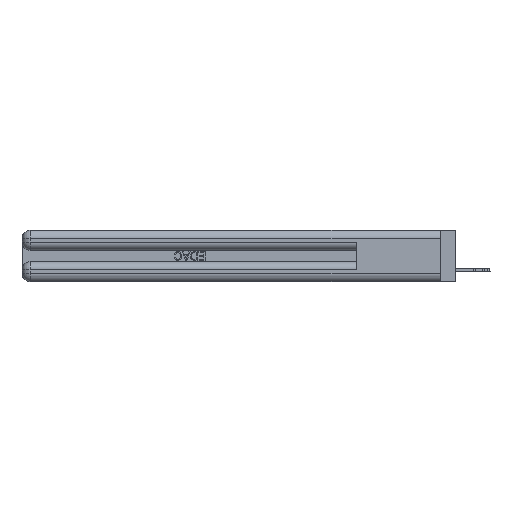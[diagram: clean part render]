
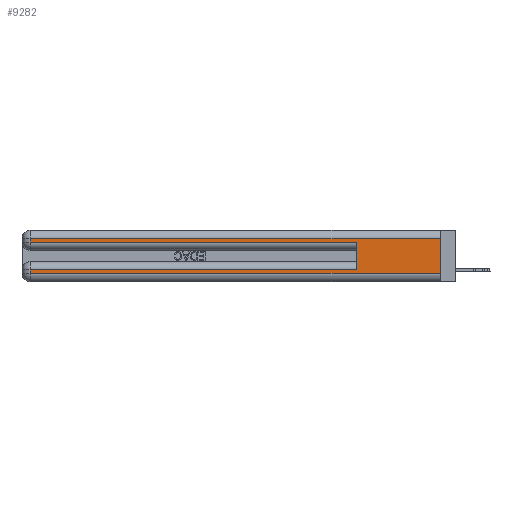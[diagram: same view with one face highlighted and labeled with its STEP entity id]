
A CAD part, left-side view. The second image highlights one B-rep face of the part: STEP entity #9282.
In plain terms, the highlighted planar face has unit normal (-1, 0, 0).
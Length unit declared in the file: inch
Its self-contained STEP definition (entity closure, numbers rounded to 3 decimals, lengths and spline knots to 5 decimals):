
#214 = CARTESIAN_POINT ( 'NONE',  ( 0., 0., 0.06 ) ) ;
#382 = AXIS2_PLACEMENT_3D ( 'NONE', #36772, #13205, #21396 ) ;
#1519 = ORIENTED_EDGE ( 'NONE', *, *, #15438, .T. ) ;
#2796 = LINE ( 'NONE', #42052, #43424 ) ;
#3126 = DIRECTION ( 'NONE',  ( 0., 0., 1. ) ) ;
#3481 = VECTOR ( 'NONE', #28672, 39.37008 ) ;
#4975 = CARTESIAN_POINT ( 'NONE',  ( 0., 0.6, 0.085 ) ) ;
#4997 = VERTEX_POINT ( 'NONE', #42019 ) ;
#5220 = CARTESIAN_POINT ( 'NONE',  ( 0., 0., 0.37 ) ) ;
#5470 = CARTESIAN_POINT ( 'NONE',  ( 0., 2.94, 0.085 ) ) ;
#6718 = VECTOR ( 'NONE', #8825, 39.37008 ) ;
#7190 = LINE ( 'NONE', #21236, #3481 ) ;
#8825 = DIRECTION ( 'NONE',  ( 0., 0., -1. ) ) ;
#9282 = ADVANCED_FACE ( 'NONE', ( #49708 ), #28836, .F. ) ;
#11844 = EDGE_LOOP ( 'NONE', ( #40160, #49431, #45421, #44157, #43803, #24809, #1519, #24445 ) ) ;
#12056 = CARTESIAN_POINT ( 'NONE',  ( 0., 2.94, 0.06 ) ) ;
#12764 = DIRECTION ( 'NONE',  ( 0., -1., 0. ) ) ;
#12803 = LINE ( 'NONE', #28376, #28162 ) ;
#13205 = DIRECTION ( 'NONE',  ( 1., 0., 0. ) ) ;
#14264 = VECTOR ( 'NONE', #12764, 39.37008 ) ;
#15438 = EDGE_CURVE ( 'NONE', #42975, #43980, #2796, .T. ) ;
#15792 = VERTEX_POINT ( 'NONE', #22115 ) ;
#18090 = CARTESIAN_POINT ( 'NONE',  ( 0., 0.6, 0.145 ) ) ;
#18574 = VECTOR ( 'NONE', #38745, 39.37008 ) ;
#20198 = LINE ( 'NONE', #41158, #26363 ) ;
#20295 = DIRECTION ( 'NONE',  ( 0., 1., 0. ) ) ;
#21236 = CARTESIAN_POINT ( 'NONE',  ( 0., 0., 0.285 ) ) ;
#21392 = LINE ( 'NONE', #5220, #6718 ) ;
#21396 = DIRECTION ( 'NONE',  ( 0., 0., -1. ) ) ;
#22115 = CARTESIAN_POINT ( 'NONE',  ( 0., 0., 0.31 ) ) ;
#24157 = VECTOR ( 'NONE', #3126, 39.37008 ) ;
#24445 = ORIENTED_EDGE ( 'NONE', *, *, #48532, .T. ) ;
#24809 = ORIENTED_EDGE ( 'NONE', *, *, #29599, .T. ) ;
#25560 = CARTESIAN_POINT ( 'NONE',  ( 0., 0., 0.06 ) ) ;
#26363 = VECTOR ( 'NONE', #41337, 39.37008 ) ;
#26374 = CARTESIAN_POINT ( 'NONE',  ( 0., 2.94, 0.285 ) ) ;
#27144 = LINE ( 'NONE', #214, #14264 ) ;
#28162 = VECTOR ( 'NONE', #20295, 39.37008 ) ;
#28376 = CARTESIAN_POINT ( 'NONE',  ( 0., 0., 0.085 ) ) ;
#28672 = DIRECTION ( 'NONE',  ( 0., -1., 0. ) ) ;
#28774 = VERTEX_POINT ( 'NONE', #42610 ) ;
#28836 = PLANE ( 'NONE',  #382 ) ;
#29599 = EDGE_CURVE ( 'NONE', #35767, #42975, #12803, .T. ) ;
#30271 = LINE ( 'NONE', #38398, #18574 ) ;
#31483 = VERTEX_POINT ( 'NONE', #26374 ) ;
#34647 = LINE ( 'NONE', #18090, #24157 ) ;
#35767 = VERTEX_POINT ( 'NONE', #4975 ) ;
#36130 = VERTEX_POINT ( 'NONE', #25560 ) ;
#36772 = CARTESIAN_POINT ( 'NONE',  ( 0., 0., 0.37 ) ) ;
#38398 = CARTESIAN_POINT ( 'NONE',  ( 0., 2.94, 0.37 ) ) ;
#38745 = DIRECTION ( 'NONE',  ( 0., 0., -1. ) ) ;
#39736 = EDGE_CURVE ( 'NONE', #35767, #28774, #34647, .T. ) ;
#40160 = ORIENTED_EDGE ( 'NONE', *, *, #50534, .F. ) ;
#41158 = CARTESIAN_POINT ( 'NONE',  ( 0., 0., 0.31 ) ) ;
#41337 = DIRECTION ( 'NONE',  ( 0., 1., 0. ) ) ;
#41381 = DIRECTION ( 'NONE',  ( 0., 0., -1. ) ) ;
#42019 = CARTESIAN_POINT ( 'NONE',  ( 0., 2.94, 0.31 ) ) ;
#42052 = CARTESIAN_POINT ( 'NONE',  ( 0., 2.94, 0.37 ) ) ;
#42610 = CARTESIAN_POINT ( 'NONE',  ( 0., 0.6, 0.285 ) ) ;
#42975 = VERTEX_POINT ( 'NONE', #5470 ) ;
#43424 = VECTOR ( 'NONE', #41381, 39.37008 ) ;
#43803 = ORIENTED_EDGE ( 'NONE', *, *, #39736, .F. ) ;
#43980 = VERTEX_POINT ( 'NONE', #12056 ) ;
#44157 = ORIENTED_EDGE ( 'NONE', *, *, #46049, .T. ) ;
#45421 = ORIENTED_EDGE ( 'NONE', *, *, #47382, .T. ) ;
#46049 = EDGE_CURVE ( 'NONE', #31483, #28774, #7190, .T. ) ;
#47382 = EDGE_CURVE ( 'NONE', #4997, #31483, #30271, .T. ) ;
#48532 = EDGE_CURVE ( 'NONE', #43980, #36130, #27144, .T. ) ;
#49431 = ORIENTED_EDGE ( 'NONE', *, *, #50660, .T. ) ;
#49708 = FACE_OUTER_BOUND ( 'NONE', #11844, .T. ) ;
#50534 = EDGE_CURVE ( 'NONE', #15792, #36130, #21392, .T. ) ;
#50660 = EDGE_CURVE ( 'NONE', #15792, #4997, #20198, .T. ) ;
